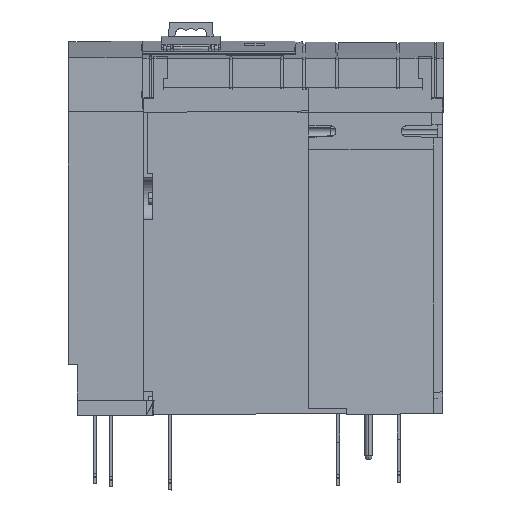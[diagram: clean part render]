
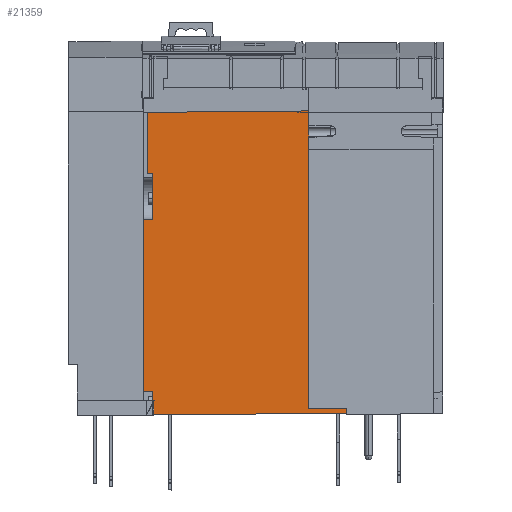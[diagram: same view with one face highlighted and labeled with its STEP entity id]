
A CAD part, left-side view. The second image highlights one B-rep face of the part: STEP entity #21359.
In plain terms, the highlighted planar face has unit normal (-1, 0, 0).
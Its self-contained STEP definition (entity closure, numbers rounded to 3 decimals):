
#10248=DIRECTION('',(0.,0.,1.));
#10249=VECTOR('',#10248,2.536);
#10250=CARTESIAN_POINT('',(-40.896,-113.203,
-13.714));
#10251=LINE('',#10250,#10249);
#10255=DIRECTION('',(0.,0.,1.));
#10256=VECTOR('',#10255,30.5);
#10257=CARTESIAN_POINT('',(-40.896,-119.703,
-11.178));
#10258=LINE('',#10257,#10256);
#10262=DIRECTION('',(-0.002,0.,1.));
#10263=VECTOR('',#10262,0.571);
#10264=CARTESIAN_POINT('',(-40.896,-116.203,
19.322));
#10265=LINE('',#10264,#10263);
#10269=DIRECTION('',(0.,0.,1.));
#10270=VECTOR('',#10269,39.908);
#10271=CARTESIAN_POINT('',(-40.897,-116.203,
19.893));
#10272=LINE('',#10271,#10270);
#10276=DIRECTION('',(0.,-1.,0.001));
#10277=VECTOR('',#10276,4.2);
#10278=CARTESIAN_POINT('',(-40.898,-116.203,
59.801));
#10279=LINE('',#10278,#10277);
#10283=DIRECTION('',(0.,-1.,0.009));
#10284=VECTOR('',#10283,102.304);
#10285=CARTESIAN_POINT('',(-40.898,-120.403,
59.803));
#10286=LINE('',#10285,#10284);
#10290=DIRECTION('',(0.,0.,-1.));
#10291=VECTOR('',#10290,196.897);
#10292=CARTESIAN_POINT('',(-40.9,-222.703,
60.697));
#10293=LINE('',#10292,#10291);
#10297=DIRECTION('',(0.,-1.,0.));
#10298=VECTOR('',#10297,25.);
#10299=CARTESIAN_POINT('',(-40.901,-222.703,
-136.2));
#10300=LINE('',#10299,#10298);
#10304=DIRECTION('',(0.001,0.,-1.));
#10305=VECTOR('',#10304,2.853);
#10306=CARTESIAN_POINT('',(-40.902,-247.703,
-136.2));
#10307=LINE('',#10306,#10305);
#10311=DIRECTION('',(0.,1.,-0.009));
#10312=VECTOR('',#10311,125.505);
#10313=CARTESIAN_POINT('',(-40.9,-247.703,
-139.053));
#10314=LINE('',#10313,#10312);
#10318=DIRECTION('',(0.,0.,1.));
#10319=VECTOR('',#10318,110.986);
#10320=CARTESIAN_POINT('',(-40.897,-113.203,
-124.7));
#10321=LINE('',#10320,#10319);
#10332=DIRECTION('',(0.,-1.,0.));
#10333=VECTOR('',#10332,6.5);
#10334=CARTESIAN_POINT('',(-40.896,-113.203,
-11.178));
#10335=LINE('',#10334,#10333);
#10517=DIRECTION('',(0.,1.,-0.012));
#10518=VECTOR('',#10517,2.5);
#10519=CARTESIAN_POINT('',(-40.898,-122.202,
-140.169));
#10520=LINE('',#10519,#10518);
#12362=DIRECTION('',(0.,1.,0.));
#12363=VECTOR('',#12362,3.5);
#12364=CARTESIAN_POINT('',(-40.897,-119.703,
19.322));
#12365=LINE('',#12364,#12363);
#12532=DIRECTION('',(0.,1.,0.009));
#12533=VECTOR('',#12532,6.5);
#12534=CARTESIAN_POINT('',(-40.897,-119.703,
-124.757));
#12535=LINE('',#12534,#12533);
#12553=DIRECTION('',(0.,0.,1.));
#12554=VECTOR('',#12553,15.443);
#12555=CARTESIAN_POINT('',(-40.897,-119.703,
-140.2));
#12556=LINE('',#12555,#12554);
#16636=CARTESIAN_POINT('',(-40.9,-222.703,
60.697));
#16638=VERTEX_POINT('',#16636);
#16656=CARTESIAN_POINT('',(-40.897,-116.203,
19.893));
#16658=VERTEX_POINT('',#16656);
#16896=CARTESIAN_POINT('',(-40.896,-113.203,
-13.714));
#16897=CARTESIAN_POINT('',(-40.896,-113.203,
-11.178));
#16898=VERTEX_POINT('',#16896);
#16899=VERTEX_POINT('',#16897);
#16900=CARTESIAN_POINT('',(-40.896,-119.703,
-11.178));
#16901=CARTESIAN_POINT('',(-40.897,-119.703,
19.322));
#16902=VERTEX_POINT('',#16900);
#16903=VERTEX_POINT('',#16901);
#16904=CARTESIAN_POINT('',(-40.896,-116.203,
19.322));
#16905=VERTEX_POINT('',#16904);
#16906=CARTESIAN_POINT('',(-40.901,-222.703,
-136.2));
#16907=VERTEX_POINT('',#16906);
#16908=CARTESIAN_POINT('',(-40.902,-247.703,
-136.2));
#16909=VERTEX_POINT('',#16908);
#16910=CARTESIAN_POINT('',(-40.9,-247.703,
-139.053));
#16911=VERTEX_POINT('',#16910);
#16912=CARTESIAN_POINT('',(-40.897,-113.203,
-124.7));
#16913=VERTEX_POINT('',#16912);
#17490=CARTESIAN_POINT('',(-40.898,-120.403,
59.803));
#17492=VERTEX_POINT('',#17490);
#17500=CARTESIAN_POINT('',(-40.898,-116.203,
59.801));
#17501=VERTEX_POINT('',#17500);
#18097=CARTESIAN_POINT('',(-40.898,-122.202,
-140.169));
#18098=VERTEX_POINT('',#18097);
#18099=CARTESIAN_POINT('',(-40.897,-119.703,
-140.2));
#18101=VERTEX_POINT('',#18099);
#18127=CARTESIAN_POINT('',(-40.897,-119.703,
-124.757));
#18128=VERTEX_POINT('',#18127);
#21321=CARTESIAN_POINT('',(-40.892,0.002,
0.));
#21322=DIRECTION('',(-1.,0.,0.));
#21323=DIRECTION('',(0.,-1.,0.));
#21324=AXIS2_PLACEMENT_3D('',#21321,#21322,#21323);
#21325=PLANE('',#21324);
#21327=ORIENTED_EDGE('',*,*,#21326,.T.);
#21329=ORIENTED_EDGE('',*,*,#21328,.T.);
#21331=ORIENTED_EDGE('',*,*,#21330,.T.);
#21333=ORIENTED_EDGE('',*,*,#21332,.T.);
#21335=ORIENTED_EDGE('',*,*,#21334,.T.);
#21337=ORIENTED_EDGE('',*,*,#21336,.T.);
#21339=ORIENTED_EDGE('',*,*,#21338,.T.);
#21340=ORIENTED_EDGE('',*,*,#21249,.T.);
#21342=ORIENTED_EDGE('',*,*,#21341,.T.);
#21344=ORIENTED_EDGE('',*,*,#21343,.T.);
#21346=ORIENTED_EDGE('',*,*,#21345,.T.);
#21348=ORIENTED_EDGE('',*,*,#21347,.T.);
#21350=ORIENTED_EDGE('',*,*,#21349,.T.);
#21352=ORIENTED_EDGE('',*,*,#21351,.T.);
#21354=ORIENTED_EDGE('',*,*,#21353,.T.);
#21356=ORIENTED_EDGE('',*,*,#21355,.T.);
#21357=EDGE_LOOP('',(#21327,#21329,#21331,#21333,#21335,#21337,#21339,#21340,
#21342,#21344,#21346,#21348,#21350,#21352,#21354,#21356));
#21358=FACE_OUTER_BOUND('',#21357,.F.);
#21249=EDGE_CURVE('',#17492,#16638,#10286,.T.);
#21326=EDGE_CURVE('',#16898,#16899,#10251,.T.);
#21328=EDGE_CURVE('',#16899,#16902,#10335,.T.);
#21330=EDGE_CURVE('',#16902,#16903,#10258,.T.);
#21332=EDGE_CURVE('',#16903,#16905,#12365,.T.);
#21334=EDGE_CURVE('',#16905,#16658,#10265,.T.);
#21336=EDGE_CURVE('',#16658,#17501,#10272,.T.);
#21338=EDGE_CURVE('',#17501,#17492,#10279,.T.);
#21341=EDGE_CURVE('',#16638,#16907,#10293,.T.);
#21343=EDGE_CURVE('',#16907,#16909,#10300,.T.);
#21345=EDGE_CURVE('',#16909,#16911,#10307,.T.);
#21347=EDGE_CURVE('',#16911,#18098,#10314,.T.);
#21349=EDGE_CURVE('',#18098,#18101,#10520,.T.);
#21351=EDGE_CURVE('',#18101,#18128,#12556,.T.);
#21353=EDGE_CURVE('',#18128,#16913,#12535,.T.);
#21355=EDGE_CURVE('',#16913,#16898,#10321,.T.);
#21359=ADVANCED_FACE('',(#21358),#21325,.T.);
